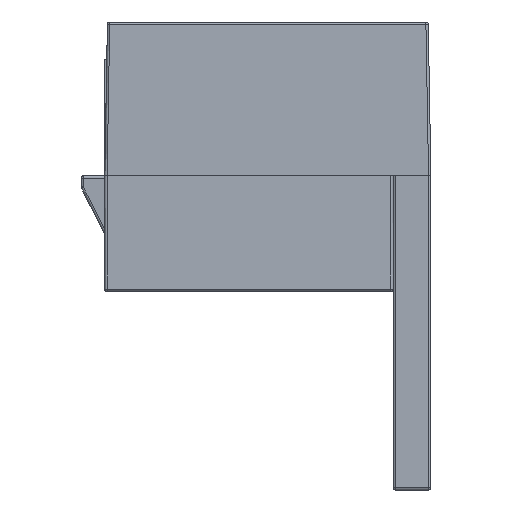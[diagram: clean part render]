
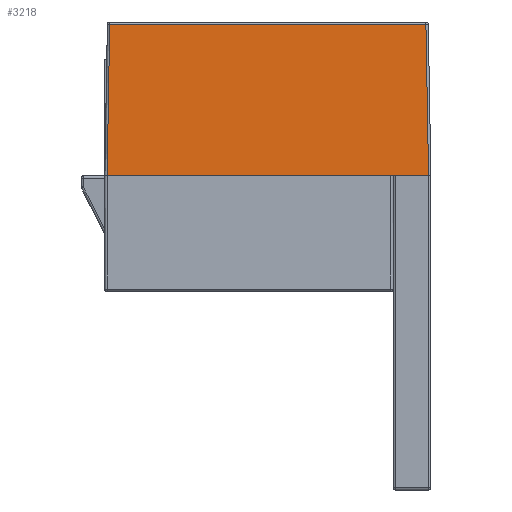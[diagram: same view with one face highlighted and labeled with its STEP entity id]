
A CAD part, left-side view. The second image highlights one B-rep face of the part: STEP entity #3218.
In plain terms, the highlighted planar face has unit normal (-1, 0, 0.018).
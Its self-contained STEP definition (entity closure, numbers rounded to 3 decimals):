
#2529=CARTESIAN_POINT('',(0.112,13.588,6.402));
#2530=VERTEX_POINT('',#2529);
#2562=CARTESIAN_POINT('',(0.112,0.212,6.402));
#2563=VERTEX_POINT('',#2562);
#2895=CARTESIAN_POINT('',(0.,0.1,0.0));
#2896=VERTEX_POINT('',#2895);
#2913=CARTESIAN_POINT('',(0.112,0.212,6.402));
#2914=DIRECTION('',(-0.017,-0.017,-1.));
#2915=VECTOR('',#2914,6.404);
#2916=LINE('',#2913,#2915);
#2917=EDGE_CURVE('',#2563,#2896,#2916,.T.);
#2928=CARTESIAN_POINT('',(0.112,13.588,6.402));
#2929=DIRECTION('',(0.0,-1.0,0.0));
#2930=VECTOR('',#2929,13.377);
#2931=LINE('',#2928,#2930);
#2932=EDGE_CURVE('',#2530,#2563,#2931,.T.);
#2983=CARTESIAN_POINT('',(0.,13.7,0.0));
#2984=VERTEX_POINT('',#2983);
#2992=CARTESIAN_POINT('',(0.,13.7,0.));
#2993=DIRECTION('',(0.017,-0.017,1.));
#2994=VECTOR('',#2993,6.404);
#2995=LINE('',#2992,#2994);
#2996=EDGE_CURVE('',#2984,#2530,#2995,.T.);
#3202=CARTESIAN_POINT('',(0.0,0.0,0.0));
#3203=DIRECTION('',(-1.,0.,0.017));
#3204=DIRECTION('',(0.017,0.,1.));
#3205=AXIS2_PLACEMENT_3D('',#3202,#3203,#3204);
#3206=PLANE('',#3205);
#3207=ORIENTED_EDGE('',*,*,#2917,.F.);
#3208=ORIENTED_EDGE('',*,*,#2932,.F.);
#3209=ORIENTED_EDGE('',*,*,#2996,.F.);
#3210=CARTESIAN_POINT('',(0.,13.7,0.0));
#3211=DIRECTION('',(0.0,-1.0,0.0));
#3212=VECTOR('',#3211,13.6);
#3213=LINE('',#3210,#3212);
#3214=EDGE_CURVE('',#2984,#2896,#3213,.T.);
#3215=ORIENTED_EDGE('',*,*,#3214,.T.);
#3216=EDGE_LOOP('',(#3207,#3208,#3209,#3215));
#3217=FACE_OUTER_BOUND('',#3216,.T.);
#3218=ADVANCED_FACE('',(#3217),#3206,.T.);
